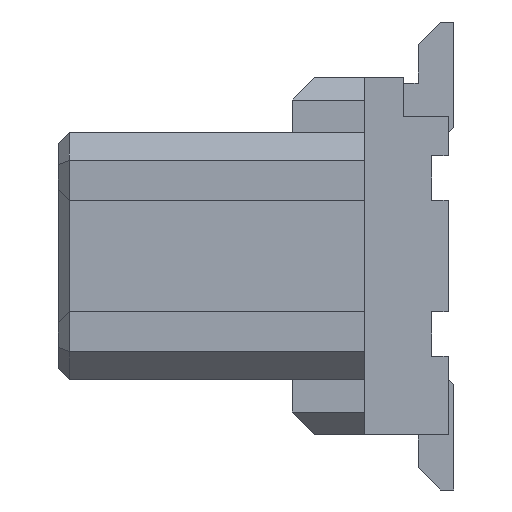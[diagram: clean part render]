
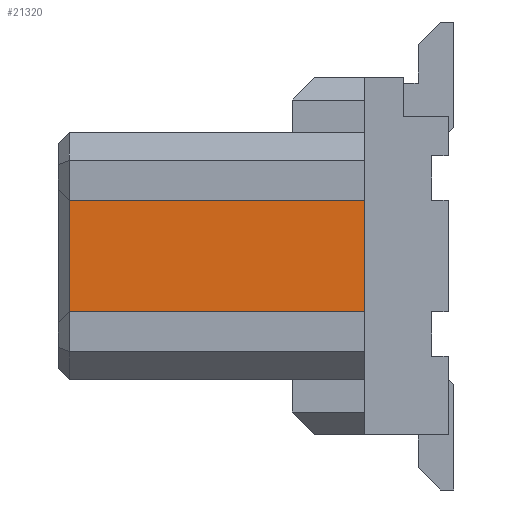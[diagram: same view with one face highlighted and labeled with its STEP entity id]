
A CAD part, left-side view. The second image highlights one B-rep face of the part: STEP entity #21320.
In plain terms, the highlighted planar face has unit normal (-1, 0, 0).
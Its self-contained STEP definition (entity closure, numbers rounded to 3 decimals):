
#1747=DIRECTION('',(0.,0.,-1.));
#1748=VECTOR('',#1747,1.);
#1749=CARTESIAN_POINT('',(-6.388,-1.375,0.5));
#1750=LINE('',#1749,#1748);
#4529=DIRECTION('',(0.,-1.,0.));
#4530=VECTOR('',#4529,2.65);
#4531=CARTESIAN_POINT('',(-6.388,1.275,-0.5));
#4532=LINE('',#4531,#4530);
#4553=DIRECTION('',(0.,0.,1.));
#4554=VECTOR('',#4553,1.);
#4555=CARTESIAN_POINT('',(-6.388,1.275,-0.5));
#4556=LINE('',#4555,#4554);
#4557=DIRECTION('',(0.,-1.,0.));
#4558=VECTOR('',#4557,2.65);
#4559=CARTESIAN_POINT('',(-6.388,1.275,0.5));
#4560=LINE('',#4559,#4558);
#12303=CARTESIAN_POINT('',(-6.388,-1.375,0.5));
#12304=CARTESIAN_POINT('',(-6.388,-1.375,-0.5));
#12305=VERTEX_POINT('',#12303);
#12306=VERTEX_POINT('',#12304);
#12497=CARTESIAN_POINT('',(-6.388,1.275,-0.5));
#12498=CARTESIAN_POINT('',(-6.388,1.275,0.5));
#12499=VERTEX_POINT('',#12497);
#12500=VERTEX_POINT('',#12498);
#21309=CARTESIAN_POINT('',(-6.388,1.375,0.5));
#21310=DIRECTION('',(1.,0.,0.));
#21311=DIRECTION('',(0.,0.,-1.));
#21312=AXIS2_PLACEMENT_3D('',#21309,#21310,#21311);
#21313=PLANE('',#21312);
#21314=ORIENTED_EDGE('',*,*,#21264,.T.);
#21315=ORIENTED_EDGE('',*,*,#21304,.T.);
#21316=ORIENTED_EDGE('',*,*,#17457,.T.);
#21317=ORIENTED_EDGE('',*,*,#21236,.F.);
#21318=EDGE_LOOP('',(#21314,#21315,#21316,#21317));
#21319=FACE_OUTER_BOUND('',#21318,.F.);
#21320=ADVANCED_FACE('',(#21319),#21313,.F.);
#17457=EDGE_CURVE('',#12305,#12306,#1750,.T.);
#21236=EDGE_CURVE('',#12499,#12306,#4532,.T.);
#21264=EDGE_CURVE('',#12499,#12500,#4556,.T.);
#21304=EDGE_CURVE('',#12500,#12305,#4560,.T.);
